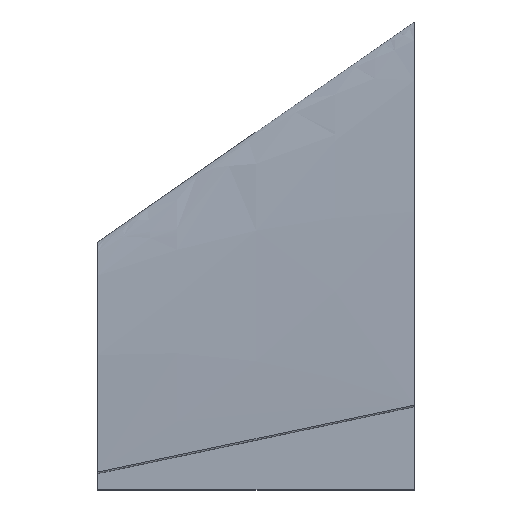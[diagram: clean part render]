
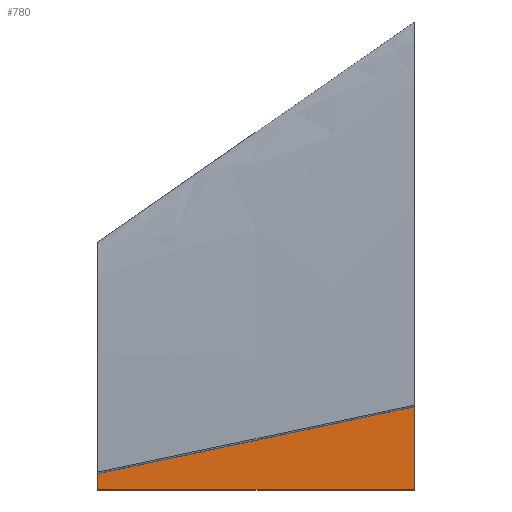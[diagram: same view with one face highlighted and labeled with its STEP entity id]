
A CAD part, top view. The second image highlights one B-rep face of the part: STEP entity #780.
In plain terms, the highlighted planar face has unit normal (0, 0, 1).
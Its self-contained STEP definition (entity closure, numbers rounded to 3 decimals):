
#19 = ORIENTED_EDGE ( 'NONE', *, *, #704, .T. ) ;
#32 = DIRECTION ( 'NONE',  ( 0., 0., 1. ) ) ;
#77 = VECTOR ( 'NONE', #99, 1000. ) ;
#99 = DIRECTION ( 'NONE',  ( 0., -1., 0. ) ) ;
#129 = AXIS2_PLACEMENT_3D ( 'NONE', #196, #32, #307 ) ;
#146 = ORIENTED_EDGE ( 'NONE', *, *, #887, .T. ) ;
#196 = CARTESIAN_POINT ( 'NONE',  ( 0., 0., 3.175 ) ) ;
#290 = LINE ( 'NONE', #480, #683 ) ;
#307 = DIRECTION ( 'NONE',  ( 1., 0., 0. ) ) ;
#331 = CARTESIAN_POINT ( 'NONE',  ( -38.1, -8.89, 3.175 ) ) ;
#380 = CARTESIAN_POINT ( 'NONE',  ( -184.15, -8.89, 3.175 ) ) ;
#383 = CARTESIAN_POINT ( 'NONE',  ( -184.15, 92.71, 3.175 ) ) ;
#392 = LINE ( 'NONE', #1069, #957 ) ;
#458 = DIRECTION ( 'NONE',  ( 0., 1., 0. ) ) ;
#480 = CARTESIAN_POINT ( 'NONE',  ( -184.15, -8.89, 3.175 ) ) ;
#504 = VERTEX_POINT ( 'NONE', #380 ) ;
#558 = PLANE ( 'NONE',  #129 ) ;
#624 = CARTESIAN_POINT ( 'NONE',  ( -38.1, 194.31, 3.175 ) ) ;
#634 = LINE ( 'NONE', #1123, #1054 ) ;
#639 = VERTEX_POINT ( 'NONE', #331 ) ;
#671 = VERTEX_POINT ( 'NONE', #624 ) ;
#683 = VECTOR ( 'NONE', #890, 1000. ) ;
#704 = EDGE_CURVE ( 'NONE', #671, #812, #392, .T. ) ;
#720 = ORIENTED_EDGE ( 'NONE', *, *, #1116, .T. ) ;
#780 = ADVANCED_FACE ( 'NONE', ( #1082 ), #558, .T. ) ;
#812 = VERTEX_POINT ( 'NONE', #383 ) ;
#813 = DIRECTION ( 'NONE',  ( -0.821, -0.571, 0. ) ) ;
#863 = EDGE_CURVE ( 'NONE', #639, #671, #634, .T. ) ;
#887 = EDGE_CURVE ( 'NONE', #812, #504, #892, .T. ) ;
#890 = DIRECTION ( 'NONE',  ( 1., 0., 0. ) ) ;
#892 = LINE ( 'NONE', #1127, #77 ) ;
#909 = ORIENTED_EDGE ( 'NONE', *, *, #863, .T. ) ;
#957 = VECTOR ( 'NONE', #813, 1000. ) ;
#1054 = VECTOR ( 'NONE', #458, 1000. ) ;
#1069 = CARTESIAN_POINT ( 'NONE',  ( -184.15, 92.71, 3.175 ) ) ;
#1081 = EDGE_LOOP ( 'NONE', ( #909, #19, #146, #720 ) ) ;
#1082 = FACE_OUTER_BOUND ( 'NONE', #1081, .T. ) ;
#1116 = EDGE_CURVE ( 'NONE', #504, #639, #290, .T. ) ;
#1123 = CARTESIAN_POINT ( 'NONE',  ( -38.1, 194.31, 3.175 ) ) ;
#1127 = CARTESIAN_POINT ( 'NONE',  ( -184.15, -8.89, 3.175 ) ) ;
